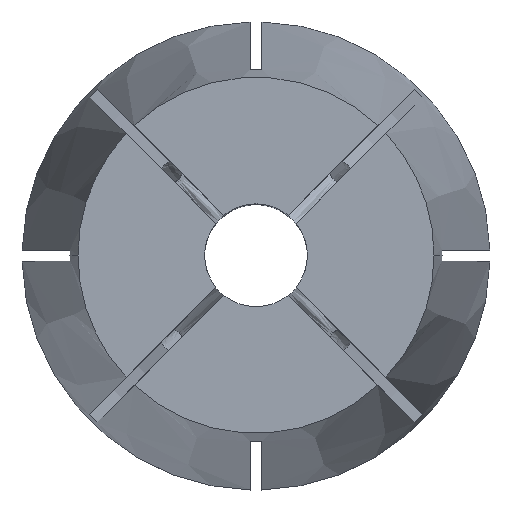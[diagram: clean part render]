
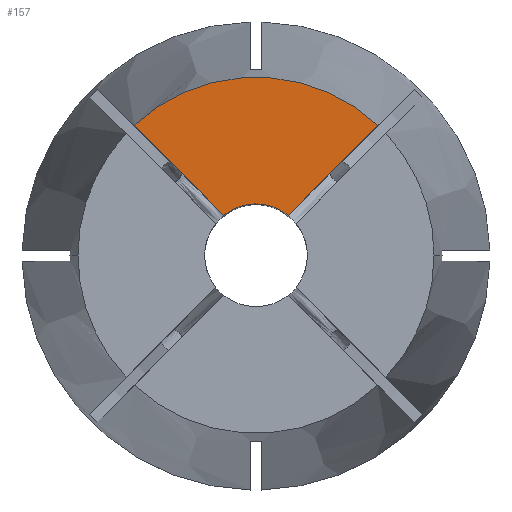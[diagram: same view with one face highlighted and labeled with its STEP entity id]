
A CAD part, top view. The second image highlights one B-rep face of the part: STEP entity #157.
In plain terms, the highlighted planar face has unit normal (0, 0, 1).
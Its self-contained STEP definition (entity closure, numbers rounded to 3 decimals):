
#37 = VERTEX_POINT ( 'NONE', #591 ) ;
#63 = FACE_OUTER_BOUND ( 'NONE', #1946, .T. ) ;
#86 = DIRECTION ( 'NONE',  ( -1., 0., 0. ) ) ;
#157 = ADVANCED_FACE ( 'NONE', ( #63 ), #2070, .F. ) ;
#215 = CARTESIAN_POINT ( 'NONE',  ( 0., 0., 0. ) ) ;
#326 = AXIS2_PLACEMENT_3D ( 'NONE', #1214, #2092, #86 ) ;
#493 = ORIENTED_EDGE ( 'NONE', *, *, #1673, .F. ) ;
#570 = VERTEX_POINT ( 'NONE', #2471 ) ;
#591 = CARTESIAN_POINT ( 'NONE',  ( -10.668, 11.376, 0. ) ) ;
#646 = VECTOR ( 'NONE', #706, 1000. ) ;
#706 = DIRECTION ( 'NONE',  ( 0.707, 0.707, 0. ) ) ;
#842 = ORIENTED_EDGE ( 'NONE', *, *, #1693, .T. ) ;
#870 = DIRECTION ( 'NONE',  ( 0., 0., 1. ) ) ;
#906 = CARTESIAN_POINT ( 'NONE',  ( 10.668, 11.376, 0. ) ) ;
#1209 = LINE ( 'NONE', #1778, #2335 ) ;
#1214 = CARTESIAN_POINT ( 'NONE',  ( 0., 0., 0. ) ) ;
#1246 = CIRCLE ( 'NONE', #2334, 15.595 ) ;
#1288 = DIRECTION ( 'NONE',  ( 0.707, -0.707, 0. ) ) ;
#1305 = VERTEX_POINT ( 'NONE', #906 ) ;
#1345 = DIRECTION ( 'NONE',  ( 0., 0., 1. ) ) ;
#1360 = DIRECTION ( 'NONE',  ( 1., 0., 0. ) ) ;
#1470 = VERTEX_POINT ( 'NONE', #2737 ) ;
#1475 = DIRECTION ( 'NONE',  ( 1., 0., 0. ) ) ;
#1525 = AXIS2_PLACEMENT_3D ( 'NONE', #215, #870, #1475 ) ;
#1547 = CARTESIAN_POINT ( 'NONE',  ( 0., 0., 0. ) ) ;
#1673 = EDGE_CURVE ( 'NONE', #570, #1470, #2110, .T. ) ;
#1693 = EDGE_CURVE ( 'NONE', #570, #1305, #1833, .T. ) ;
#1778 = CARTESIAN_POINT ( 'NONE',  ( 0.354, 0.354, 0. ) ) ;
#1833 = LINE ( 'NONE', #1944, #646 ) ;
#1944 = CARTESIAN_POINT ( 'NONE',  ( -0.354, 0.354, 0. ) ) ;
#1946 = EDGE_LOOP ( 'NONE', ( #493, #842, #2581, #2727 ) ) ;
#2070 = PLANE ( 'NONE',  #326 ) ;
#2092 = DIRECTION ( 'NONE',  ( 0., 0., -1. ) ) ;
#2110 = CIRCLE ( 'NONE', #1525, 4.5 ) ;
#2326 = EDGE_CURVE ( 'NONE', #1305, #37, #1246, .T. ) ;
#2334 = AXIS2_PLACEMENT_3D ( 'NONE', #1547, #1345, #1360 ) ;
#2335 = VECTOR ( 'NONE', #1288, 1000. ) ;
#2471 = CARTESIAN_POINT ( 'NONE',  ( 2.809, 3.516, 0. ) ) ;
#2550 = EDGE_CURVE ( 'NONE', #37, #1470, #1209, .T. ) ;
#2581 = ORIENTED_EDGE ( 'NONE', *, *, #2326, .T. ) ;
#2727 = ORIENTED_EDGE ( 'NONE', *, *, #2550, .T. ) ;
#2737 = CARTESIAN_POINT ( 'NONE',  ( -2.809, 3.516, 0. ) ) ;
